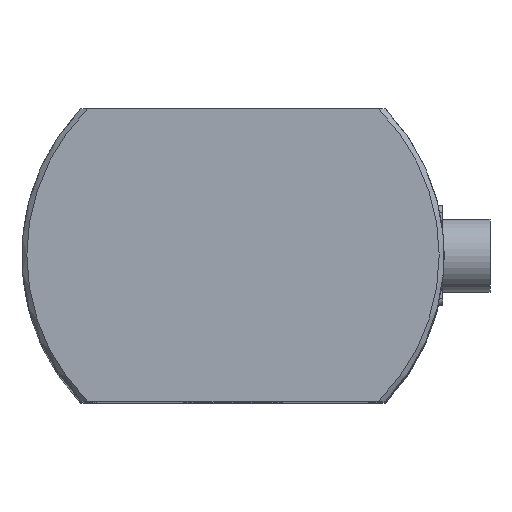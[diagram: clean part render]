
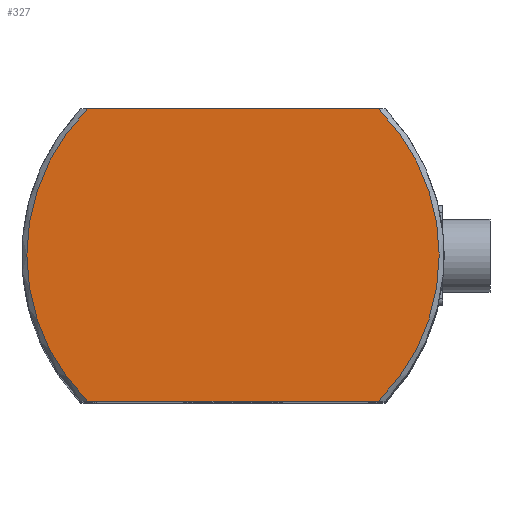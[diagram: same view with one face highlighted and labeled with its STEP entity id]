
A CAD part, top view. The second image highlights one B-rep face of the part: STEP entity #327.
In plain terms, the highlighted face is planar.
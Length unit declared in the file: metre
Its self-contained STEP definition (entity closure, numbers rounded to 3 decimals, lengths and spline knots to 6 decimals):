
#327=ADVANCED_FACE('0:153',(#694),#695,.T.);
#694=FACE_OUTER_BOUND('',#1123,.T.);
#695=PLANE('',#1124);
#1123=EDGE_LOOP('',(#2731,#2732,#2733,#2734));
#1124=AXIS2_PLACEMENT_3D('',#2735,#2736,#2737);
#2731=ORIENTED_EDGE('',*,*,#3520,.T.);
#2732=ORIENTED_EDGE('',*,*,#3500,.T.);
#2733=ORIENTED_EDGE('',*,*,#3516,.T.);
#2734=ORIENTED_EDGE('',*,*,#3495,.T.);
#2735=CARTESIAN_POINT('',(0.0,0.34,0.0));
#2736=DIRECTION('',(0.0,1.0,0.0));
#2737=DIRECTION('',(1.0,0.0,-0.0));
#3495=EDGE_CURVE('0:396',#4006,#4010,#4012,.T.);
#3500=EDGE_CURVE('0:408',#4015,#4019,#4021,.T.);
#3516=EDGE_CURVE('0:447',#4019,#4006,#4045,.T.);
#3520=EDGE_CURVE('0:456',#4010,#4015,#4049,.T.);
#4006=VERTEX_POINT('NONE',#4879);
#4010=VERTEX_POINT('NONE',#4886);
#4012=CIRCLE('',#4891,0.062);
#4015=VERTEX_POINT('NONE',#4894);
#4019=VERTEX_POINT('NONE',#4901);
#4021=CIRCLE('',#4906,0.062);
#4045=LINE('',#4946,#4947);
#4049=LINE('',#4953,#4954);
#4879=CARTESIAN_POINT('',(-0.043681,0.34,-0.044));
#4886=CARTESIAN_POINT('',(-0.043681,0.34,0.044));
#4891=AXIS2_PLACEMENT_3D('',#5815,#5816,#5817);
#4894=CARTESIAN_POINT('',(0.043681,0.34,0.044));
#4901=CARTESIAN_POINT('',(0.043681,0.34,-0.044));
#4906=AXIS2_PLACEMENT_3D('',#5821,#5822,#5823);
#4946=CARTESIAN_POINT('',(0.0,0.34,-0.044));
#4947=VECTOR('',#5840,1.0);
#4953=CARTESIAN_POINT('',(0.0,0.34,0.044));
#4954=VECTOR('',#5843,1.0);
#5815=CARTESIAN_POINT('',(0.0,0.34,0.0));
#5816=DIRECTION('',(0.0,1.0,0.0));
#5817=DIRECTION('',(0.0,0.0,1.0));
#5821=CARTESIAN_POINT('',(0.0,0.34,0.0));
#5822=DIRECTION('',(0.0,1.0,0.0));
#5823=DIRECTION('',(0.0,0.0,1.0));
#5840=DIRECTION('',(-1.0,0.0,0.0));
#5843=DIRECTION('',(1.0,0.0,0.0));
